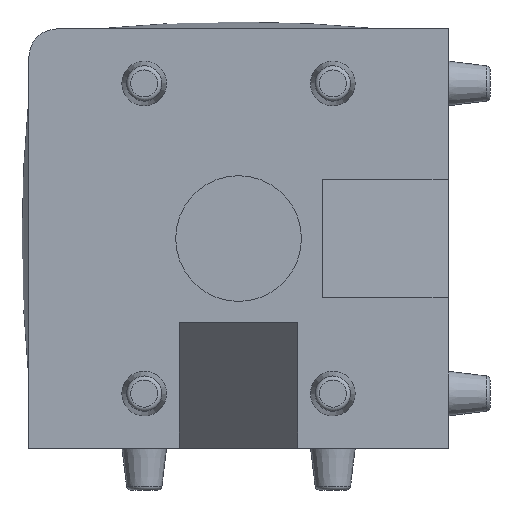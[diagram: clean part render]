
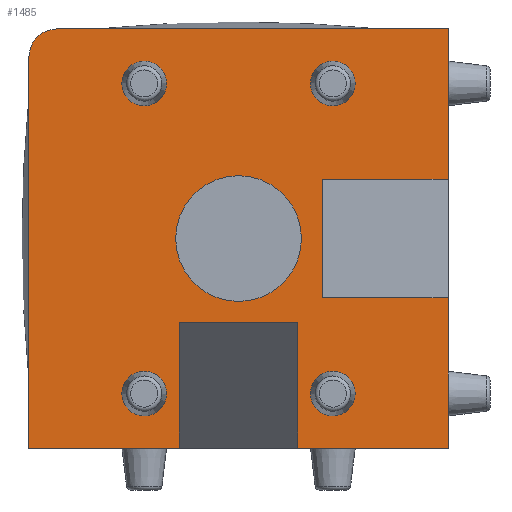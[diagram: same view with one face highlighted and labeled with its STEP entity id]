
A CAD part, front view. The second image highlights one B-rep face of the part: STEP entity #1485.
In plain terms, the highlighted planar face has unit normal (0, -1, 0).
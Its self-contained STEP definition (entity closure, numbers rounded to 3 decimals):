
#107=PLANE('',#1694);
#174=LINE('',#2428,#228);
#182=LINE('',#2446,#236);
#187=LINE('',#2468,#241);
#191=LINE('',#2476,#245);
#194=LINE('',#2632,#248);
#195=LINE('',#2634,#249);
#196=LINE('',#2636,#250);
#197=LINE('',#2637,#251);
#198=LINE('',#2639,#252);
#199=LINE('',#2641,#253);
#200=LINE('',#2642,#254);
#201=LINE('',#2646,#255);
#228=VECTOR('',#1942,1000.);
#236=VECTOR('',#1952,1000.);
#241=VECTOR('',#1971,1000.);
#245=VECTOR('',#1975,1000.);
#248=VECTOR('',#2080,1000.);
#249=VECTOR('',#2081,1000.);
#250=VECTOR('',#2082,1000.);
#251=VECTOR('',#2083,1000.);
#252=VECTOR('',#2084,1000.);
#253=VECTOR('',#2085,1000.);
#254=VECTOR('',#2086,1000.);
#255=VECTOR('',#2089,1000.);
#452=ORIENTED_EDGE('',*,*,#781,.F.);
#453=ORIENTED_EDGE('',*,*,#782,.F.);
#454=ORIENTED_EDGE('',*,*,#783,.F.);
#455=ORIENTED_EDGE('',*,*,#784,.F.);
#456=ORIENTED_EDGE('',*,*,#785,.F.);
#457=ORIENTED_EDGE('',*,*,#707,.T.);
#458=ORIENTED_EDGE('',*,*,#786,.T.);
#459=ORIENTED_EDGE('',*,*,#787,.T.);
#460=ORIENTED_EDGE('',*,*,#788,.F.);
#461=ORIENTED_EDGE('',*,*,#716,.T.);
#462=ORIENTED_EDGE('',*,*,#731,.T.);
#463=ORIENTED_EDGE('',*,*,#789,.F.);
#464=ORIENTED_EDGE('',*,*,#790,.F.);
#465=ORIENTED_EDGE('',*,*,#791,.T.);
#466=ORIENTED_EDGE('',*,*,#727,.T.);
#467=ORIENTED_EDGE('',*,*,#792,.F.);
#468=ORIENTED_EDGE('',*,*,#793,.T.);
#469=ORIENTED_EDGE('',*,*,#794,.F.);
#707=EDGE_CURVE('',#891,#890,#174,.T.);
#716=EDGE_CURVE('',#900,#899,#182,.T.);
#727=EDGE_CURVE('',#910,#909,#187,.T.);
#731=EDGE_CURVE('',#899,#913,#191,.T.);
#781=EDGE_CURVE('',#949,#949,#1051,.F.);
#782=EDGE_CURVE('',#950,#950,#1052,.F.);
#783=EDGE_CURVE('',#951,#951,#1053,.F.);
#784=EDGE_CURVE('',#952,#952,#1054,.F.);
#785=EDGE_CURVE('',#953,#953,#1055,.T.);
#786=EDGE_CURVE('',#890,#954,#194,.T.);
#787=EDGE_CURVE('',#954,#955,#195,.T.);
#788=EDGE_CURVE('',#900,#955,#196,.T.);
#789=EDGE_CURVE('',#956,#913,#197,.T.);
#790=EDGE_CURVE('',#957,#956,#198,.T.);
#791=EDGE_CURVE('',#957,#910,#199,.T.);
#792=EDGE_CURVE('',#958,#909,#200,.T.);
#793=EDGE_CURVE('',#958,#959,#1056,.F.);
#794=EDGE_CURVE('',#891,#959,#201,.T.);
#890=VERTEX_POINT('',#2427);
#891=VERTEX_POINT('',#2429);
#899=VERTEX_POINT('',#2445);
#900=VERTEX_POINT('',#2447);
#909=VERTEX_POINT('',#2467);
#910=VERTEX_POINT('',#2469);
#913=VERTEX_POINT('',#2475);
#949=VERTEX_POINT('',#2623);
#950=VERTEX_POINT('',#2625);
#951=VERTEX_POINT('',#2627);
#952=VERTEX_POINT('',#2629);
#953=VERTEX_POINT('',#2631);
#954=VERTEX_POINT('',#2633);
#955=VERTEX_POINT('',#2635);
#956=VERTEX_POINT('',#2638);
#957=VERTEX_POINT('',#2640);
#958=VERTEX_POINT('',#2643);
#959=VERTEX_POINT('',#2645);
#1051=CIRCLE('',#1695,1.6);
#1052=CIRCLE('',#1696,1.6);
#1053=CIRCLE('',#1697,1.6);
#1054=CIRCLE('',#1698,1.6);
#1055=CIRCLE('',#1699,4.5);
#1056=CIRCLE('',#1700,2.);
#1147=EDGE_LOOP('',(#452));
#1148=EDGE_LOOP('',(#453));
#1149=EDGE_LOOP('',(#454));
#1150=EDGE_LOOP('',(#455));
#1151=EDGE_LOOP('',(#456));
#1152=EDGE_LOOP('',(#457,#458,#459,#460,#461,#462,#463,#464,#465,#466,#467,
#468,#469));
#1312=FACE_BOUND('',#1147,.T.);
#1313=FACE_BOUND('',#1148,.T.);
#1314=FACE_BOUND('',#1149,.T.);
#1315=FACE_BOUND('',#1150,.T.);
#1316=FACE_BOUND('',#1151,.T.);
#1317=FACE_BOUND('',#1152,.T.);
#1485=ADVANCED_FACE('',(#1312,#1313,#1314,#1315,#1316,#1317),#107,.F.);
#1694=AXIS2_PLACEMENT_3D('',#2621,#2068,#2069);
#1695=AXIS2_PLACEMENT_3D('',#2622,#2070,#2071);
#1696=AXIS2_PLACEMENT_3D('',#2624,#2072,#2073);
#1697=AXIS2_PLACEMENT_3D('',#2626,#2074,#2075);
#1698=AXIS2_PLACEMENT_3D('',#2628,#2076,#2077);
#1699=AXIS2_PLACEMENT_3D('',#2630,#2078,#2079);
#1700=AXIS2_PLACEMENT_3D('',#2644,#2087,#2088);
#1942=DIRECTION('',(0.,0.,-1.));
#1952=DIRECTION('',(0.,0.,-1.));
#1971=DIRECTION('',(1.,0.,0.));
#1975=DIRECTION('',(1.,0.,0.));
#2068=DIRECTION('',(0.,1.,0.));
#2069=DIRECTION('',(0.,0.,1.));
#2070=DIRECTION('',(0.,1.,0.));
#2071=DIRECTION('',(0.,0.,1.));
#2072=DIRECTION('',(0.,1.,0.));
#2073=DIRECTION('',(0.,0.,1.));
#2074=DIRECTION('',(0.,1.,0.));
#2075=DIRECTION('',(0.,0.,1.));
#2076=DIRECTION('',(0.,1.,0.));
#2077=DIRECTION('',(0.,0.,1.));
#2078=DIRECTION('',(0.,-1.,0.));
#2079=DIRECTION('',(0.,0.,-1.));
#2080=DIRECTION('',(1.,0.,0.));
#2081=DIRECTION('',(0.,0.,-1.));
#2082=DIRECTION('',(1.,0.,0.));
#2083=DIRECTION('',(0.,0.,-1.));
#2084=DIRECTION('',(-1.,0.,0.));
#2085=DIRECTION('',(0.,0.,-1.));
#2086=DIRECTION('',(0.,0.,-1.));
#2087=DIRECTION('',(0.,1.,0.));
#2088=DIRECTION('',(0.,0.,1.));
#2089=DIRECTION('',(1.,0.,0.));
#2427=CARTESIAN_POINT('',(-15.,-15.,4.25));
#2428=CARTESIAN_POINT('',(-15.,-15.,15.));
#2429=CARTESIAN_POINT('',(-15.,-15.,15.));
#2445=CARTESIAN_POINT('',(-15.,-15.,-15.));
#2446=CARTESIAN_POINT('',(-15.,-15.,15.));
#2447=CARTESIAN_POINT('',(-15.,-15.,-4.25));
#2467=CARTESIAN_POINT('',(15.,-15.,-15.));
#2468=CARTESIAN_POINT('',(-15.,-15.,-15.));
#2469=CARTESIAN_POINT('',(4.25,-15.,-15.));
#2475=CARTESIAN_POINT('',(-4.25,-15.,-15.));
#2476=CARTESIAN_POINT('',(-15.,-15.,-15.));
#2621=CARTESIAN_POINT('',(-15.,-15.,15.));
#2622=CARTESIAN_POINT('',(-11.1,-15.,6.75));
#2623=CARTESIAN_POINT('',(-11.1,-15.,8.35));
#2624=CARTESIAN_POINT('',(-11.1,-15.,-6.75));
#2625=CARTESIAN_POINT('',(-11.1,-15.,-5.15));
#2626=CARTESIAN_POINT('',(11.1,-15.,6.75));
#2627=CARTESIAN_POINT('',(11.1,-15.,8.35));
#2628=CARTESIAN_POINT('',(11.1,-15.,-6.75));
#2629=CARTESIAN_POINT('',(11.1,-15.,-5.15));
#2630=CARTESIAN_POINT('',(0.,-15.,0.));
#2631=CARTESIAN_POINT('',(0.,-15.,-4.5));
#2632=CARTESIAN_POINT('',(-15.,-15.,4.25));
#2633=CARTESIAN_POINT('',(-6.,-15.,4.25));
#2634=CARTESIAN_POINT('',(-6.,-15.,4.25));
#2635=CARTESIAN_POINT('',(-6.,-15.,-4.25));
#2636=CARTESIAN_POINT('',(-15.,-15.,-4.25));
#2637=CARTESIAN_POINT('',(-4.25,-15.,-6.));
#2638=CARTESIAN_POINT('',(-4.25,-15.,-6.));
#2639=CARTESIAN_POINT('',(4.25,-15.,-6.));
#2640=CARTESIAN_POINT('',(4.25,-15.,-6.));
#2641=CARTESIAN_POINT('',(4.25,-15.,-6.));
#2642=CARTESIAN_POINT('',(15.,-15.,15.));
#2643=CARTESIAN_POINT('',(15.,-15.,13.));
#2644=CARTESIAN_POINT('',(13.,-15.,13.));
#2645=CARTESIAN_POINT('',(13.,-15.,15.));
#2646=CARTESIAN_POINT('',(-15.,-15.,15.));
